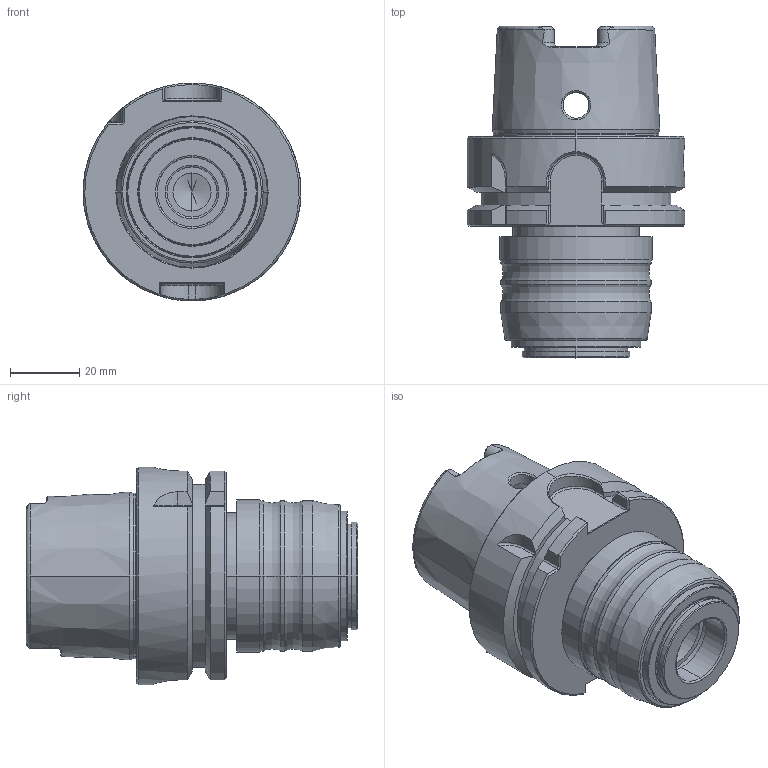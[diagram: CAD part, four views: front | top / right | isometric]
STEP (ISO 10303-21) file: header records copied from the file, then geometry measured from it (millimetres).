
FILE_DESCRIPTION((''),'2;1');
FILE_NAME('23400-H63A_SW0001','2016-04-01T',('040'),(''),'CREO PARAMETRIC BY PTC INC, 2015380','CREO PARAMETRIC BY PTC INC, 2015380','');
FILE_SCHEMA(('CONFIG_CONTROL_DESIGN'));
Length unit declared in the file: millimetre
Products named in the file (1): 23400-H63A_SW0001
Bounding box: 63 x 95.9 x 63 mm (x, y, z)
Volume: 118398.4 mm3; surface area: 35500.8 mm2
Topology: 1 solids, 2 shells, 318 faces, 760 edges, 460 vertices
Faces by surface type: cylinder 100, cone 82, plane 80, torus 40, bspline 16
Entity records: 10711 total; most frequent: CARTESIAN_POINT 3358, DIRECTION 1569, ORIENTED_EDGE 1508, EDGE_CURVE 754, AXIS2_PLACEMENT_3D 633, VERTEX_POINT 460, EDGE_LOOP 344, CIRCLE 331
